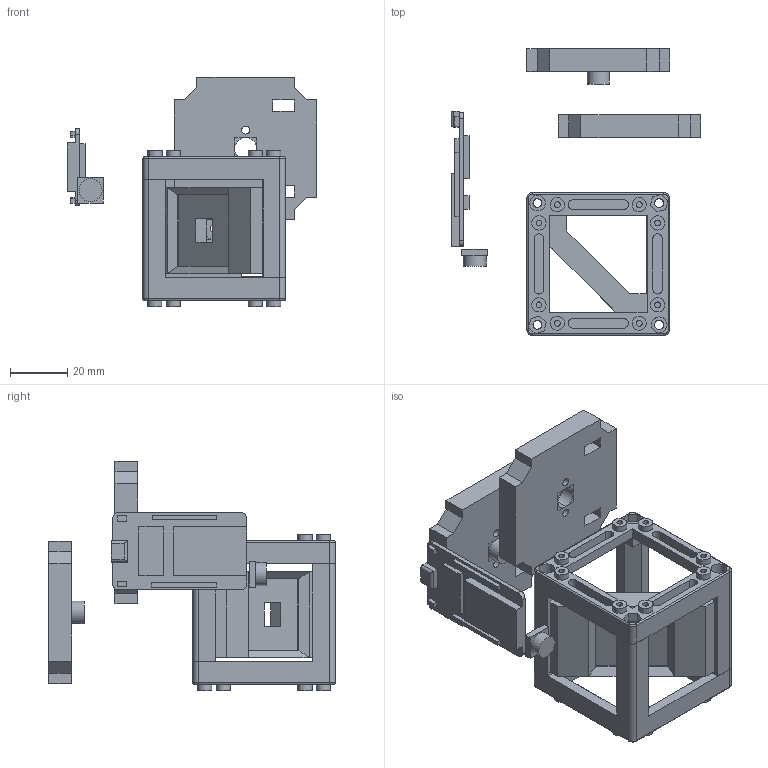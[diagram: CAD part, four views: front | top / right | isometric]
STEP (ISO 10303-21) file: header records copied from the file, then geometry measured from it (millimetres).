
FILE_DESCRIPTION(/* description */ (''),/* implementation_level */ '2;1');
FILE_NAME(/* name */ 'Assembly_Cube_Camera_ESP32_v3.iam.step',/* time_stamp */ '2022-11-29T09:01:48+01:00',/* author */ ('marsikovabarbora'),/* organization */ (''),/* preprocessor_version */ 'ST-DEVELOPER v18.1',/* originating_system */ 'Autodesk Inventor 2022',/* authorisation */ '');
FILE_SCHEMA (('AUTOMOTIVE_DESIGN { 1 0 10303 214 3 1 1 }'));
Length unit declared in the file: millimetre
Products named in the file (7): Assembly_Cube_Camera_ESP32_v3; Assembly_Cube_empty_IM_v3; 10_Cube_1x1_IM; 00_OV_lens; 20_Cube_Insert_Filter_25mm; 20_Cube_Insert_Mirror_Holder_wLogo_v3; 00_ESP32_Board
Assembly tree (8 placements, depth 3):
  Assembly_Cube_Camera_ESP32_v3
    Assembly_Cube_empty_IM_v3
      10_Cube_1x1_IM  x2
    20_Cube_Insert_Filter_25mm  x2
    00_OV_lens
    20_Cube_Insert_Mirror_Holder_wLogo_v3
    00_ESP32_Board
Bounding box: 87.24 x 100.12 x 80.08 mm (x, y, z)
Volume: 74468.7 mm3; surface area: 42196.3 mm2
Topology: 16 solids, 16 shells, 513 faces, 1243 edges, 822 vertices
Faces by surface type: plane 367, cylinder 138, torus 8
Full cylindrical faces by diameter (mm): 2.05 x16, 2.8 x4, 2.825 x1, 3.1 x8, 4.95 x16, 5.5 x4, 7.8 x1, 8 x1
Entity records: 9230 total; most frequent: CARTESIAN_POINT 1555, DIRECTION 1537, ORIENTED_EDGE 1486, EDGE_CURVE 743, LINE 593, VECTOR 593, VERTEX_POINT 490, AXIS2_PLACEMENT_3D 472
